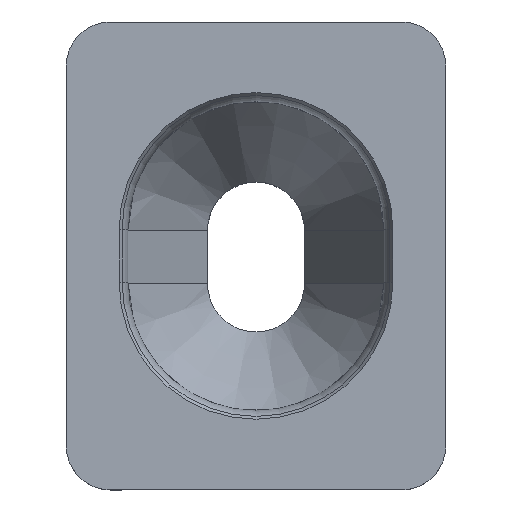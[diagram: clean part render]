
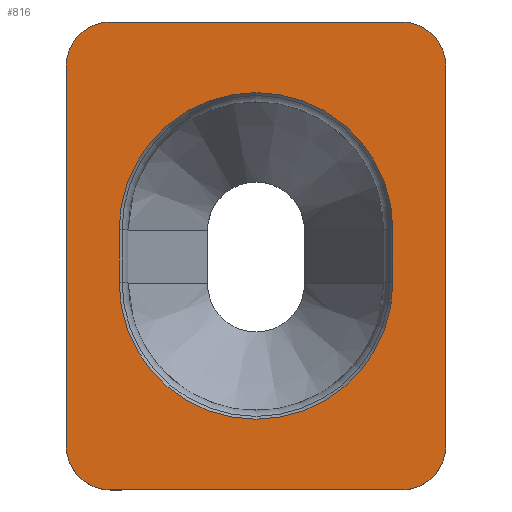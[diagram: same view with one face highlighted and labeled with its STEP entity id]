
A CAD part, top view. The second image highlights one B-rep face of the part: STEP entity #816.
In plain terms, the highlighted planar face has unit normal (0, 0, 1).
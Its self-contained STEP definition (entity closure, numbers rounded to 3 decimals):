
#315=AXIS2_PLACEMENT_3D('Circle Axis2P3D',#313,#314,$) ;
#363=AXIS2_PLACEMENT_3D('Circle Axis2P3D',#361,#362,$) ;
#411=AXIS2_PLACEMENT_3D('Circle Axis2P3D',#409,#410,$) ;
#459=AXIS2_PLACEMENT_3D('Circle Axis2P3D',#457,#458,$) ;
#765=AXIS2_PLACEMENT_3D('Plane Axis2P3D',#762,#763,#764) ;
#793=AXIS2_PLACEMENT_3D('Circle Axis2P3D',#791,#792,$) ;
#807=AXIS2_PLACEMENT_3D('Circle Axis2P3D',#805,#806,$) ;
#310=CARTESIAN_POINT('Vertex',(4.3,0.5,7.45)) ;
#313=CARTESIAN_POINT('Axis2P3D Location',(3.8,0.5,7.45)) ;
#317=CARTESIAN_POINT('Vertex',(3.8,0.,7.45)) ;
#337=CARTESIAN_POINT('Line Origine',(2.15,0.,7.45)) ;
#341=CARTESIAN_POINT('Vertex',(0.5,0.,7.45)) ;
#361=CARTESIAN_POINT('Axis2P3D Location',(0.5,0.5,7.45)) ;
#365=CARTESIAN_POINT('Vertex',(0.,0.5,7.45)) ;
#385=CARTESIAN_POINT('Line Origine',(0.,2.65,7.45)) ;
#389=CARTESIAN_POINT('Vertex',(0.,4.8,7.45)) ;
#409=CARTESIAN_POINT('Axis2P3D Location',(0.5,4.8,7.45)) ;
#413=CARTESIAN_POINT('Vertex',(0.5,5.3,7.45)) ;
#433=CARTESIAN_POINT('Line Origine',(2.15,5.3,7.45)) ;
#437=CARTESIAN_POINT('Vertex',(3.8,5.3,7.45)) ;
#457=CARTESIAN_POINT('Axis2P3D Location',(3.8,4.8,7.45)) ;
#461=CARTESIAN_POINT('Vertex',(4.3,4.8,7.45)) ;
#762=CARTESIAN_POINT('Axis2P3D Location',(47.15,2.65,7.45)) ;
#767=CARTESIAN_POINT('Line Origine',(4.3,2.65,7.45)) ;
#782=CARTESIAN_POINT('Line Origine',(0.6,2.65,7.45)) ;
#786=CARTESIAN_POINT('Vertex',(0.6,2.95,7.45)) ;
#788=CARTESIAN_POINT('Vertex',(0.6,2.35,7.45)) ;
#791=CARTESIAN_POINT('Axis2P3D Location',(2.15,2.95,7.45)) ;
#795=CARTESIAN_POINT('Vertex',(3.7,2.95,7.45)) ;
#798=CARTESIAN_POINT('Line Origine',(3.7,2.65,7.45)) ;
#802=CARTESIAN_POINT('Vertex',(3.7,2.35,7.45)) ;
#805=CARTESIAN_POINT('Axis2P3D Location',(2.15,2.35,7.45)) ;
#314=DIRECTION('Axis2P3D Direction',(0.,0.,-1.)) ;
#338=DIRECTION('Vector Direction',(1.,0.,0.)) ;
#362=DIRECTION('Axis2P3D Direction',(0.,0.,-1.)) ;
#386=DIRECTION('Vector Direction',(0.,-1.,0.)) ;
#410=DIRECTION('Axis2P3D Direction',(0.,0.,-1.)) ;
#434=DIRECTION('Vector Direction',(1.,0.,0.)) ;
#458=DIRECTION('Axis2P3D Direction',(0.,0.,-1.)) ;
#763=DIRECTION('Axis2P3D Direction',(0.,0.,-1.)) ;
#764=DIRECTION('Axis2P3D XDirection',(-1.,0.,0.)) ;
#768=DIRECTION('Vector Direction',(0.,-1.,0.)) ;
#783=DIRECTION('Vector Direction',(0.,-1.,0.)) ;
#792=DIRECTION('Axis2P3D Direction',(0.,0.,-1.)) ;
#799=DIRECTION('Vector Direction',(0.,-1.,0.)) ;
#806=DIRECTION('Axis2P3D Direction',(0.,0.,-1.)) ;
#339=VECTOR('Line Direction',#338,1.) ;
#387=VECTOR('Line Direction',#386,1.) ;
#435=VECTOR('Line Direction',#434,1.) ;
#769=VECTOR('Line Direction',#768,1.) ;
#784=VECTOR('Line Direction',#783,1.) ;
#800=VECTOR('Line Direction',#799,1.) ;
#773=ORIENTED_EDGE('',*,*,#463,.F.) ;
#774=ORIENTED_EDGE('',*,*,#439,.F.) ;
#775=ORIENTED_EDGE('',*,*,#415,.F.) ;
#776=ORIENTED_EDGE('',*,*,#391,.F.) ;
#777=ORIENTED_EDGE('',*,*,#367,.F.) ;
#778=ORIENTED_EDGE('',*,*,#343,.F.) ;
#779=ORIENTED_EDGE('',*,*,#319,.F.) ;
#780=ORIENTED_EDGE('',*,*,#771,.F.) ;
#811=ORIENTED_EDGE('',*,*,#790,.F.) ;
#812=ORIENTED_EDGE('',*,*,#797,.F.) ;
#813=ORIENTED_EDGE('',*,*,#804,.T.) ;
#814=ORIENTED_EDGE('',*,*,#809,.F.) ;
#815=FACE_BOUND('',#810,.T.) ;
#816=ADVANCED_FACE('Koerper',(#781,#815),#766,.F.) ;
#316=CIRCLE('generated circle',#315,0.5) ;
#364=CIRCLE('generated circle',#363,0.5) ;
#412=CIRCLE('generated circle',#411,0.5) ;
#460=CIRCLE('generated circle',#459,0.5) ;
#794=CIRCLE('generated circle',#793,1.55) ;
#808=CIRCLE('generated circle',#807,1.55) ;
#319=EDGE_CURVE('',#311,#318,#316,.T.) ;
#343=EDGE_CURVE('',#318,#342,#340,.F.) ;
#367=EDGE_CURVE('',#342,#366,#364,.T.) ;
#391=EDGE_CURVE('',#366,#390,#388,.F.) ;
#415=EDGE_CURVE('',#390,#414,#412,.T.) ;
#439=EDGE_CURVE('',#414,#438,#436,.T.) ;
#463=EDGE_CURVE('',#438,#462,#460,.T.) ;
#771=EDGE_CURVE('',#462,#311,#770,.T.) ;
#790=EDGE_CURVE('',#787,#789,#785,.T.) ;
#797=EDGE_CURVE('',#796,#787,#794,.F.) ;
#804=EDGE_CURVE('',#796,#803,#801,.T.) ;
#809=EDGE_CURVE('',#789,#803,#808,.F.) ;
#772=EDGE_LOOP('',(#773,#774,#775,#776,#777,#778,#779,#780)) ;
#810=EDGE_LOOP('',(#811,#812,#813,#814)) ;
#781=FACE_OUTER_BOUND('',#772,.T.) ;
#340=LINE('Line',#337,#339) ;
#388=LINE('Line',#385,#387) ;
#436=LINE('Line',#433,#435) ;
#770=LINE('Line',#767,#769) ;
#785=LINE('Line',#782,#784) ;
#801=LINE('Line',#798,#800) ;
#766=PLANE('',#765) ;
#311=VERTEX_POINT('',#310) ;
#318=VERTEX_POINT('',#317) ;
#342=VERTEX_POINT('',#341) ;
#366=VERTEX_POINT('',#365) ;
#390=VERTEX_POINT('',#389) ;
#414=VERTEX_POINT('',#413) ;
#438=VERTEX_POINT('',#437) ;
#462=VERTEX_POINT('',#461) ;
#787=VERTEX_POINT('',#786) ;
#789=VERTEX_POINT('',#788) ;
#796=VERTEX_POINT('',#795) ;
#803=VERTEX_POINT('',#802) ;
